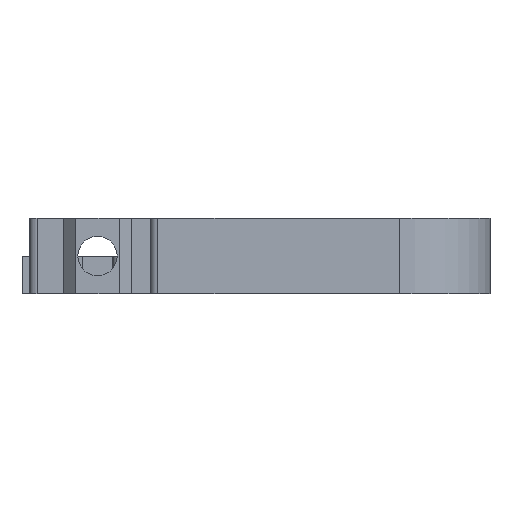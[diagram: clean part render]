
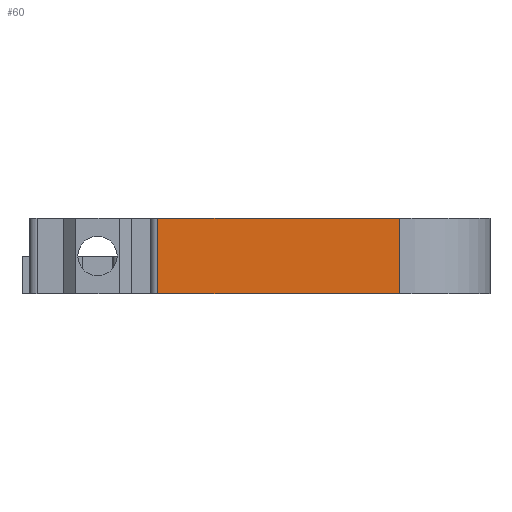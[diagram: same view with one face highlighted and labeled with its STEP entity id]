
A CAD part, front view. The second image highlights one B-rep face of the part: STEP entity #60.
In plain terms, the highlighted planar face has unit normal (0, -1, 0).
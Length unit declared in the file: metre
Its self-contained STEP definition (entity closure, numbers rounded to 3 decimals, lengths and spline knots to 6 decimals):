
#60 = ADVANCED_FACE( '', ( #107 ), #108, .F. );
#107 = FACE_OUTER_BOUND( '', #202, .T. );
#108 = PLANE( '', #203 );
#202 = EDGE_LOOP( '', ( #297, #298, #299, #300 ) );
#203 = AXIS2_PLACEMENT_3D( '', #301, #302, #303 );
#297 = ORIENTED_EDGE( '', *, *, #685, .T. );
#298 = ORIENTED_EDGE( '', *, *, #686, .F. );
#299 = ORIENTED_EDGE( '', *, *, #687, .F. );
#300 = ORIENTED_EDGE( '', *, *, #688, .T. );
#301 = CARTESIAN_POINT( '', ( 0.016175, -0.0704, 0.01 ) );
#302 = DIRECTION( '', ( 0., 1., 0. ) );
#303 = DIRECTION( '', ( 0., 0., 1. ) );
#685 = EDGE_CURVE( '', #810, #811, #812, .T. );
#686 = EDGE_CURVE( '', #813, #811, #814, .T. );
#687 = EDGE_CURVE( '', #815, #813, #816, .T. );
#688 = EDGE_CURVE( '', #815, #810, #817, .T. );
#810 = VERTEX_POINT( '', #1019 );
#811 = VERTEX_POINT( '', #1020 );
#812 = LINE( '', #1021, #1022 );
#813 = VERTEX_POINT( '', #1023 );
#814 = LINE( '', #1024, #1025 );
#815 = VERTEX_POINT( '', #1026 );
#816 = LINE( '', #1027, #1028 );
#817 = LINE( '', #1029, #1030 );
#1019 = CARTESIAN_POINT( '', ( 0.008, -0.0704, 0. ) );
#1020 = CARTESIAN_POINT( '', ( 0.04, -0.0704, 0. ) );
#1021 = CARTESIAN_POINT( '', ( 0.016175, -0.0704, 0. ) );
#1022 = VECTOR( '', #1335, 1. );
#1023 = CARTESIAN_POINT( '', ( 0.04, -0.0704, 0.01 ) );
#1024 = CARTESIAN_POINT( '', ( 0.04, -0.0704, 0.01 ) );
#1025 = VECTOR( '', #1336, 1. );
#1026 = CARTESIAN_POINT( '', ( 0.008, -0.0704, 0.01 ) );
#1027 = CARTESIAN_POINT( '', ( 0.016175, -0.0704, 0.01 ) );
#1028 = VECTOR( '', #1337, 1. );
#1029 = CARTESIAN_POINT( '', ( 0.008, -0.0704, 0.01 ) );
#1030 = VECTOR( '', #1338, 1. );
#1335 = DIRECTION( '', ( 1., 0., 0. ) );
#1336 = DIRECTION( '', ( 0., 0., -1. ) );
#1337 = DIRECTION( '', ( 1., 0., 0. ) );
#1338 = DIRECTION( '', ( 0., 0., -1. ) );
